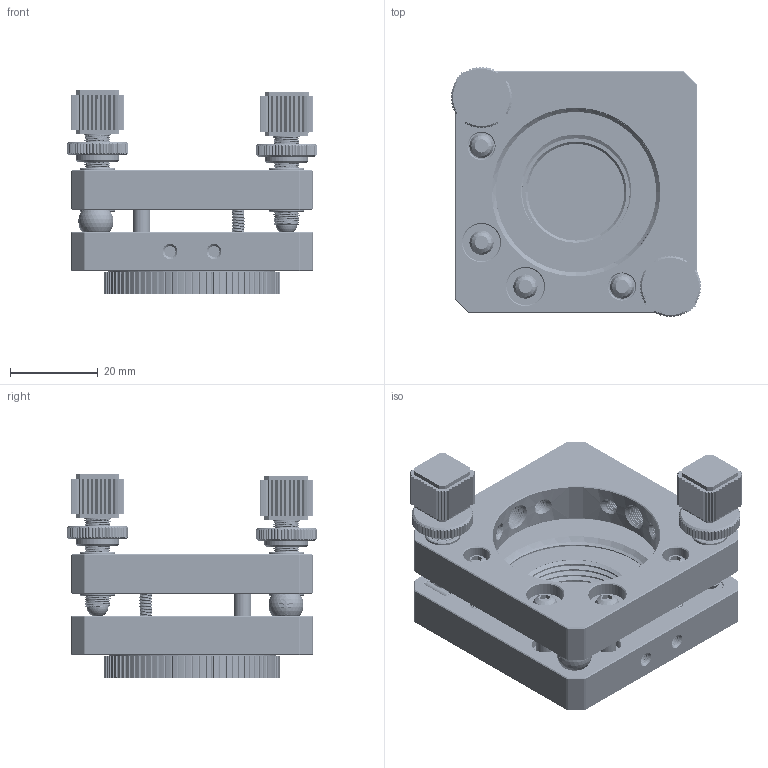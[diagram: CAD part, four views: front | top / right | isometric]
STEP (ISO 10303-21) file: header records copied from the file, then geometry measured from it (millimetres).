
FILE_DESCRIPTION(/* description */ (''),/* implementation_level */ '2;1');
FILE_NAME(/* name */ 'Pro Mirror Mount 25mm.step',/* time_stamp */ '2021-06-11T11:50:55-04:00',/* author */ (''),/* organization */ (''),/* preprocessor_version */ 'ST-DEVELOPER v18.1',/* originating_system */ 'Autodesk Translation Framework v10.9.0.1377',/* authorisation */ '');
FILE_SCHEMA (('AUTOMOTIVE_DESIGN { 1 0 10303 214 3 1 1 }'));
Products named in the file (16): lens holder assembly; top plate; adjuster sleeve; lens plate; round corner; log corner; brass spacer; washer; bolt; adjuster barrel; adjuster ball; adjuster lock; adjuster knob; lens holder barrel; lens holder keeper ring; 1598K29
Assembly tree (30 placements, depth 2):
  lens holder assembly
    top plate
    adjuster sleeve  x2
    lens plate
    round corner
    log corner  x2
    brass spacer  x2
    washer  x4
    bolt  x6
    adjuster barrel  x2
    adjuster ball  x2
    adjuster lock  x2
    adjuster knob  x2
    lens holder barrel
    lens holder keeper ring
    1598K29
Bounding box: 57.01 x 56.98 x 46.24 mm (x, y, z)
Volume: 47175.7 mm3; surface area: 30611.1 mm2
Topology: 31 solids, 31 shells, 2228 faces, 6241 edges, 4109 vertices
Faces by surface type: cylinder 1374, plane 723, bspline 67, cone 55, torus 6, sphere 3
Full cylindrical faces by diameter (mm): 2 x4, 2.529 x71, 2.537 x90, 2.938 x150, 3 x10, 3.086 x48, 4 x2, 5 x2, 5.029 x18, 5.351 x30, 5.5 x6, 5.596 x9, 5.927 x52, 6 x14, 8 x8, 8.5 x4, 10 x2, 22 x1, 24 x1, 24.526 x6, 24.8 x1, 25 x1, 26 x1, 26.208 x5, 36.526 x3, 38 x2, 38.208 x4
Entity records: 80876 total; most frequent: CARTESIAN_POINT 47927, ORIENTED_EDGE 7582, DIRECTION 5664, EDGE_CURVE 3791, VERTEX_POINT 2479, AXIS2_PLACEMENT_3D 2051, LINE 1562, VECTOR 1562
